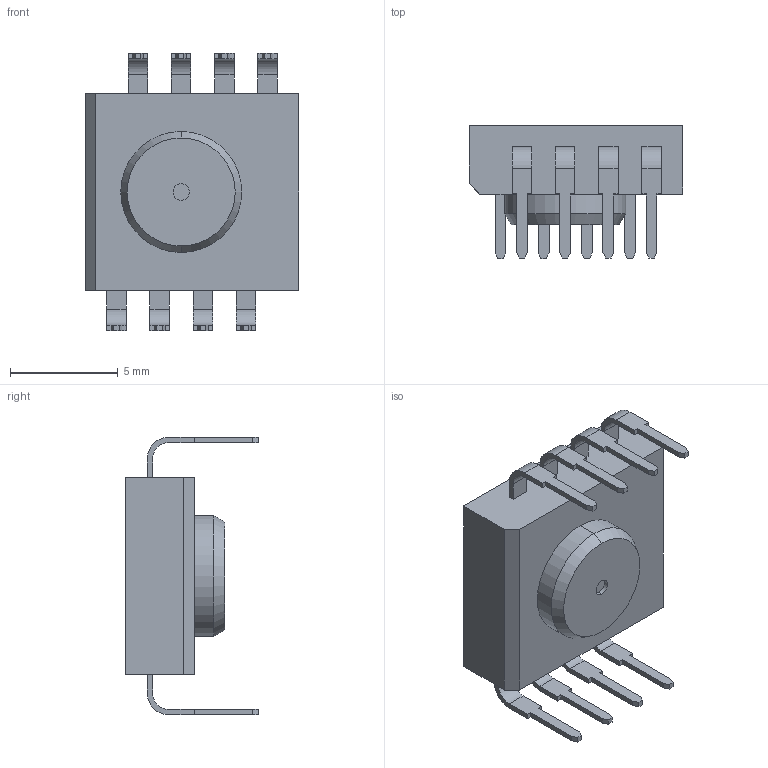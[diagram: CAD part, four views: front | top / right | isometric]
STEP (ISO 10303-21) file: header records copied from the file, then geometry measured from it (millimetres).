
FILE_DESCRIPTION (( 'STEP AP214' ), '1' );
FILE_NAME ('ADNS-2610.STEP', '2018-04-17T11:08:31', ( '' ), ( '' ), 'SwSTEP 2.0', 'SolidWorks 2017', '' );
FILE_SCHEMA (( 'AUTOMOTIVE_DESIGN' ));
Length unit declared in the file: millimetre
Products named in the file (1): ADNS-2610
Bounding box: 9.9 x 6.15 x 12.85 mm (x, y, z)
Volume: 327.3 mm3; surface area: 424.2 mm2
Topology: 9 solids, 9 shells, 156 faces, 397 edges, 264 vertices
Faces by surface type: plane 132, cylinder 22, cone 2
Entity records: 5989 total; most frequent: CARTESIAN_POINT 818, ORIENTED_EDGE 794, DIRECTION 757, EDGE_CURVE 397, VECTOR 351, LINE 351, VERTEX_POINT 264, AXIS2_PLACEMENT_3D 203
